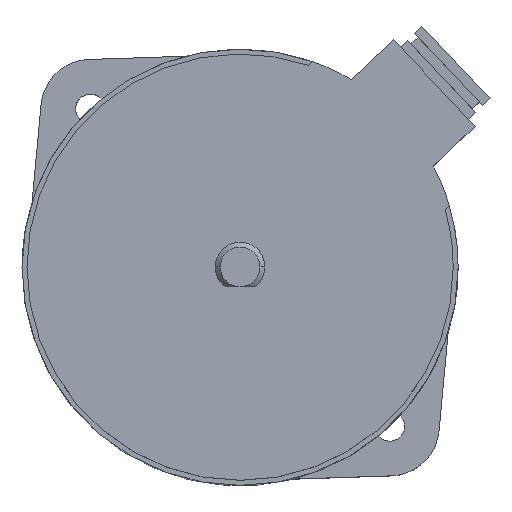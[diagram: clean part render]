
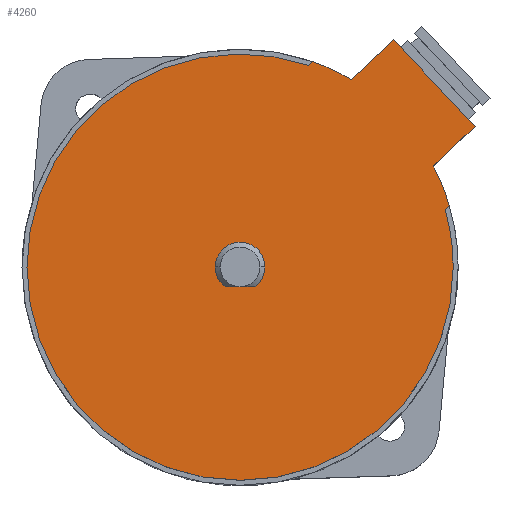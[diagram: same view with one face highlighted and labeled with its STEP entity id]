
A CAD part, top view. The second image highlights one B-rep face of the part: STEP entity #4260.
In plain terms, the highlighted planar face has unit normal (0, 0, 1).
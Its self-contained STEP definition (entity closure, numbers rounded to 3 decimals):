
#67 = CARTESIAN_POINT ( 'NONE',  ( 19.639, 2.663, 28. ) ) ;
#68 = CARTESIAN_POINT ( 'NONE',  ( 18.827, 8.517, 28. ) ) ;
#71 = CARTESIAN_POINT ( 'NONE',  ( -23.361, 2.663, 28. ) ) ;
#81 = CARTESIAN_POINT ( 'NONE',  ( 5.466, 23.407, 28. ) ) ;
#82 = CARTESIAN_POINT ( 'NONE',  ( 9.363, 21.585, 28. ) ) ;
#85 = CARTESIAN_POINT ( 'NONE',  ( 17.623, 12.88, 28. ) ) ;
#86 = CARTESIAN_POINT ( 'NONE',  ( 19.236, 8.902, 28. ) ) ;
#742 = VERTEX_POINT ( 'NONE', #6751 ) ;
#743 = VERTEX_POINT ( 'NONE', #6752 ) ;
#744 = VERTEX_POINT ( 'NONE', #6753 ) ;
#774 = VERTEX_POINT ( 'NONE', #67 ) ;
#775 = VERTEX_POINT ( 'NONE', #68 ) ;
#778 = VERTEX_POINT ( 'NONE', #71 ) ;
#788 = VERTEX_POINT ( 'NONE', #81 ) ;
#789 = VERTEX_POINT ( 'NONE', #82 ) ;
#792 = VERTEX_POINT ( 'NONE', #85 ) ;
#793 = VERTEX_POINT ( 'NONE', #86 ) ;
#1153 = CARTESIAN_POINT ( 'NONE',  ( 5.055, 23.02, 28. ) ) ;
#1154 = CARTESIAN_POINT ( 'NONE',  ( 21.854, 16.87, 28. ) ) ;
#1155 = CARTESIAN_POINT ( 'NONE',  ( 13.62, 25.6, 28. ) ) ;
#1913 = LINE ( 'NONE', #4601, #2066 ) ;
#2066 = VECTOR ( 'NONE', #4602, 1000. ) ;
#2098 = ORIENTED_EDGE ( 'NONE', *, *, #8671, .T. ) ;
#2100 = ORIENTED_EDGE ( 'NONE', *, *, #8655, .T. ) ;
#2101 = ORIENTED_EDGE ( 'NONE', *, *, #4269, .T. ) ;
#2103 = ORIENTED_EDGE ( 'NONE', *, *, #8604, .T. ) ;
#2104 = ORIENTED_EDGE ( 'NONE', *, *, #4288, .T. ) ;
#2111 = CIRCLE ( 'NONE', #2231, 22. ) ;
#2130 = CIRCLE ( 'NONE', #2146, 22. ) ;
#2136 = AXIS2_PLACEMENT_3D ( 'NONE', #5205, #5206, #5207 ) ;
#2143 = AXIS2_PLACEMENT_3D ( 'NONE', #7646, #7647, #7648 ) ;
#2145 = CIRCLE ( 'NONE', #2143, 21.5 ) ;
#2146 = AXIS2_PLACEMENT_3D ( 'NONE', #5245, #5246, #5247 ) ;
#2150 = CIRCLE ( 'NONE', #2136, 21.5 ) ;
#2174 = AXIS2_PLACEMENT_3D ( 'NONE', #7560, #7562, #7564 ) ;
#2231 = AXIS2_PLACEMENT_3D ( 'NONE', #5267, #5268, #5269 ) ;
#2473 = ORIENTED_EDGE ( 'NONE', *, *, #8658, .T. ) ;
#2474 = ORIENTED_EDGE ( 'NONE', *, *, #8572, .F. ) ;
#2475 = ORIENTED_EDGE ( 'NONE', *, *, #9745, .F. ) ;
#2476 = ORIENTED_EDGE ( 'NONE', *, *, #8617, .F. ) ;
#2477 = ORIENTED_EDGE ( 'NONE', *, *, #4296, .T. ) ;
#2478 = ORIENTED_EDGE ( 'NONE', *, *, #4272, .T. ) ;
#2480 = ORIENTED_EDGE ( 'NONE', *, *, #8636, .T. ) ;
#2738 = CARTESIAN_POINT ( 'NONE',  ( 19.236, 8.902, 28. ) ) ;
#2739 = DIRECTION ( 'NONE',  ( 0.727, 0.686, 0. ) ) ;
#2786 = CARTESIAN_POINT ( 'NONE',  ( -1.861, 2.663, 28. ) ) ;
#2787 = DIRECTION ( 'NONE',  ( 0., 0., 1. ) ) ;
#2788 = DIRECTION ( 'NONE',  ( 1., 0., 0. ) ) ;
#3244 = VERTEX_POINT ( 'NONE', #1153 ) ;
#3245 = VERTEX_POINT ( 'NONE', #1154 ) ;
#3246 = VERTEX_POINT ( 'NONE', #1155 ) ;
#4260 = ADVANCED_FACE ( 'NONE', ( #7207, #7208 ), #7558, .T. ) ;
#4269 = EDGE_CURVE ( 'NONE', #774, #775, #2145, .T. ) ;
#4272 = EDGE_CURVE ( 'NONE', #778, #774, #2150, .T. ) ;
#4288 = EDGE_CURVE ( 'NONE', #789, #788, #2130, .T. ) ;
#4296 = EDGE_CURVE ( 'NONE', #793, #792, #2111, .T. ) ;
#4559 = CARTESIAN_POINT ( 'NONE',  ( -0.361, 0.663, 28. ) ) ;
#4601 = CARTESIAN_POINT ( 'NONE',  ( 13.62, 25.6, 28. ) ) ;
#4602 = DIRECTION ( 'NONE',  ( 0.686, -0.727, 0. ) ) ;
#4685 = CIRCLE ( 'NONE', #4689, 2.5 ) ;
#4689 = AXIS2_PLACEMENT_3D ( 'NONE', #2786, #2787, #2788 ) ;
#4703 = VECTOR ( 'NONE', #8833, 1000. ) ;
#4736 = VECTOR ( 'NONE', #2739, 1000. ) ;
#4745 = ORIENTED_EDGE ( 'NONE', *, *, #9806, .F. ) ;
#4751 = ORIENTED_EDGE ( 'NONE', *, *, #8610, .F. ) ;
#5205 = CARTESIAN_POINT ( 'NONE',  ( -1.861, 2.663, 28. ) ) ;
#5206 = DIRECTION ( 'NONE',  ( 0., 0., 1. ) ) ;
#5207 = DIRECTION ( 'NONE',  ( 1., 0., 0. ) ) ;
#5245 = CARTESIAN_POINT ( 'NONE',  ( -1.861, 2.663, 28. ) ) ;
#5246 = DIRECTION ( 'NONE',  ( 0., 0., 1. ) ) ;
#5247 = DIRECTION ( 'NONE',  ( 1., 0., 0. ) ) ;
#5267 = CARTESIAN_POINT ( 'NONE',  ( -1.861, 2.663, 28. ) ) ;
#5268 = DIRECTION ( 'NONE',  ( 0., 0., 1. ) ) ;
#5269 = DIRECTION ( 'NONE',  ( 1., 0., 0. ) ) ;
#5651 = VECTOR ( 'NONE', #8973, 1000. ) ;
#5912 = CARTESIAN_POINT ( 'NONE',  ( -1.861, 2.663, 28. ) ) ;
#5913 = DIRECTION ( 'NONE',  ( 0., 0., 1. ) ) ;
#5914 = DIRECTION ( 'NONE',  ( 1., 0., 0. ) ) ;
#6162 = CARTESIAN_POINT ( 'NONE',  ( -1.861, 2.663, 28. ) ) ;
#6163 = DIRECTION ( 'NONE',  ( 0., 0., 1. ) ) ;
#6164 = DIRECTION ( 'NONE',  ( 1., 0., 0. ) ) ;
#6751 = CARTESIAN_POINT ( 'NONE',  ( 0.639, 2.663, 28. ) ) ;
#6752 = CARTESIAN_POINT ( 'NONE',  ( -4.361, 2.663, 28. ) ) ;
#6753 = CARTESIAN_POINT ( 'NONE',  ( -3.361, 0.663, 28. ) ) ;
#7207 = FACE_BOUND ( 'NONE', #7706, .T. ) ;
#7208 = FACE_OUTER_BOUND ( 'NONE', #7707, .T. ) ;
#7554 = VERTEX_POINT ( 'NONE', #4559 ) ;
#7558 = PLANE ( 'NONE',  #2174 ) ;
#7560 = CARTESIAN_POINT ( 'NONE',  ( -1.861, 2.663, 28. ) ) ;
#7562 = DIRECTION ( 'NONE',  ( 0., 0., 1. ) ) ;
#7564 = DIRECTION ( 'NONE',  ( 1., 0., 0. ) ) ;
#7646 = CARTESIAN_POINT ( 'NONE',  ( -1.861, 2.663, 28. ) ) ;
#7647 = DIRECTION ( 'NONE',  ( 0., 0., 1. ) ) ;
#7648 = DIRECTION ( 'NONE',  ( 1., 0., 0. ) ) ;
#7706 = EDGE_LOOP ( 'NONE', ( #4751, #2100, #2475, #4745 ) ) ;
#7707 = EDGE_LOOP ( 'NONE', ( #2473, #2098, #2478, #2101, #2103, #2477, #2476, #2474, #2480, #2104 ) ) ;
#8024 = CARTESIAN_POINT ( 'NONE',  ( 6.469, 0.663, 28. ) ) ;
#8025 = DIRECTION ( 'NONE',  ( -1., 0., 0. ) ) ;
#8032 = CARTESIAN_POINT ( 'NONE',  ( 5.466, 23.407, 28. ) ) ;
#8033 = DIRECTION ( 'NONE',  ( -0.727, -0.686, 0. ) ) ;
#8105 = CARTESIAN_POINT ( 'NONE',  ( -1.861, 2.663, 28. ) ) ;
#8106 = DIRECTION ( 'NONE',  ( 0., 0., 1. ) ) ;
#8107 = DIRECTION ( 'NONE',  ( 1., 0., 0. ) ) ;
#8572 = EDGE_CURVE ( 'NONE', #3246, #3245, #1913, .T. ) ;
#8604 = EDGE_CURVE ( 'NONE', #775, #793, #11259, .T. ) ;
#8610 = EDGE_CURVE ( 'NONE', #7554, #742, #4685, .T. ) ;
#8617 = EDGE_CURVE ( 'NONE', #3245, #792, #11299, .T. ) ;
#8636 = EDGE_CURVE ( 'NONE', #3246, #789, #11349, .T. ) ;
#8655 = EDGE_CURVE ( 'NONE', #7554, #744, #11403, .T. ) ;
#8658 = EDGE_CURVE ( 'NONE', #788, #3244, #11404, .T. ) ;
#8671 = EDGE_CURVE ( 'NONE', #3244, #778, #9966, .T. ) ;
#8832 = CARTESIAN_POINT ( 'NONE',  ( 21.854, 16.87, 28. ) ) ;
#8833 = DIRECTION ( 'NONE',  ( -0.727, -0.686, 0. ) ) ;
#8972 = CARTESIAN_POINT ( 'NONE',  ( 13.62, 25.6, 28. ) ) ;
#8973 = DIRECTION ( 'NONE',  ( -0.727, -0.686, 0. ) ) ;
#9745 = EDGE_CURVE ( 'NONE', #743, #744, #10228, .T. ) ;
#9806 = EDGE_CURVE ( 'NONE', #742, #743, #10304, .T. ) ;
#9941 = VECTOR ( 'NONE', #8025, 1000. ) ;
#9945 = VECTOR ( 'NONE', #8033, 1000. ) ;
#9966 = CIRCLE ( 'NONE', #9971, 21.5 ) ;
#9971 = AXIS2_PLACEMENT_3D ( 'NONE', #8105, #8106, #8107 ) ;
#10228 = CIRCLE ( 'NONE', #10258, 2.5 ) ;
#10258 = AXIS2_PLACEMENT_3D ( 'NONE', #5912, #5913, #5914 ) ;
#10304 = CIRCLE ( 'NONE', #10349, 2.5 ) ;
#10349 = AXIS2_PLACEMENT_3D ( 'NONE', #6162, #6163, #6164 ) ;
#11259 = LINE ( 'NONE', #2738, #4736 ) ;
#11299 = LINE ( 'NONE', #8832, #4703 ) ;
#11349 = LINE ( 'NONE', #8972, #5651 ) ;
#11403 = LINE ( 'NONE', #8024, #9941 ) ;
#11404 = LINE ( 'NONE', #8032, #9945 ) ;
